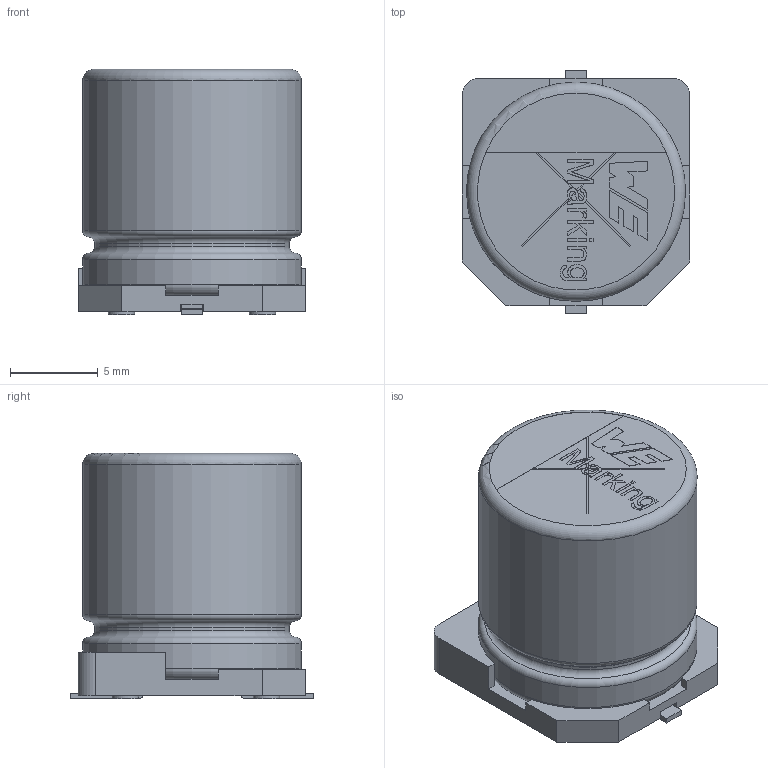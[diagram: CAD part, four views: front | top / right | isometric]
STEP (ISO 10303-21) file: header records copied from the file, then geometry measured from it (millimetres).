
FILE_DESCRIPTION( ( 'Unknown' ), '1' );
FILE_NAME( '12.5x14x4.5.stp', 'Unknown', ( 'Unknown' ), ( 'Unknown' ), 'PSStep 21.0.46', 'Unknown', ' ' );
FILE_SCHEMA( ( 'AUTOMOTIVE_DESIGN { 1 0 10303 214 1 1 1 1 }' ) );
Length unit declared in the file: millimetre
Products named in the file (3): Assem1; Base_Φ13Capacitor; capicitor_12.5x14x4.5
Assembly tree (2 placements, depth 2):
  Assem1
    Base_Φ13Capacitor
    capicitor_12.5x14x4.5
Bounding box: 13 x 13.9 x 14 mm (x, y, z)
Volume: 1723.3 mm3; surface area: 1267.5 mm2
Topology: 2 solids, 2 shells, 241 faces, 634 edges, 421 vertices
Faces by surface type: plane 179, cylinder 39, extrusion 16, torus 7
Full cylindrical faces by diameter (mm): 1.2 x2, 1.25 x2, 1.5 x4, 1.562 x1, 1.812 x1, 3.062 x1, 3.312 x1, 7.562 x1, 7.812 x1, 8.75 x1, 11.125 x1, 12.5 x2
Entity records: 9818 total; most frequent: CARTESIAN_POINT 2219, ORIENTED_EDGE 1198, DIRECTION 1023, EDGE_CURVE 599, VERTEX_POINT 412, VECTOR 373, LINE 357, AXIS2_PLACEMENT_3D 325
